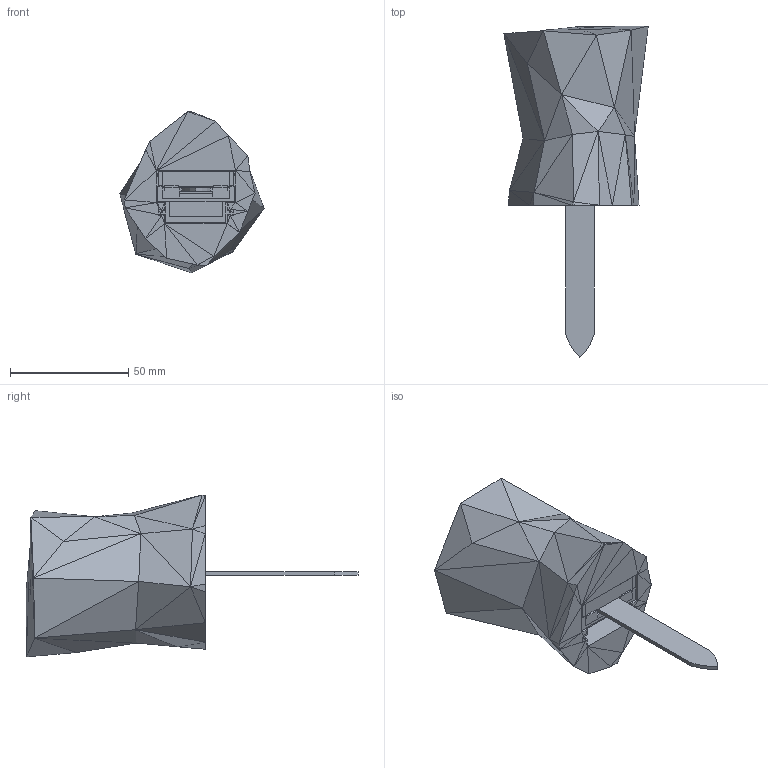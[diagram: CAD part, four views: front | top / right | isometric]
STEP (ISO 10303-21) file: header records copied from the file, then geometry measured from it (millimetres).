
FILE_DESCRIPTION(('FreeCAD Model'),'2;1');
FILE_NAME('Open CASCADE Shape Model','2023-08-13T19:50:36',('Author'),( ''),'Open CASCADE STEP processor 7.6','FreeCAD','Unknown');
FILE_SCHEMA(('AUTOMOTIVE_DESIGN { 1 0 10303 214 1 1 1 1 }'));
Length unit declared in the file: millimetre
Products named in the file (7): ESPlant_Case2; CaseTop; CaseBottomCutout; AAA Battery001; AAA Battery; Board; ESPlant_Case2_CaseOver001
Assembly tree (6 placements, depth 2):
  ESPlant_Case2
    CaseTop
    CaseBottomCutout
    AAA Battery001
    AAA Battery
    Board
    ESPlant_Case2_CaseOver001
Bounding box: 60.99 x 140.31 x 68.36 mm (x, y, z)
Volume: 30869.1 mm3; surface area: 78950.7 mm2
Topology: 5 solids, 365 shells, 1182 faces, 3189 edges, 2423 vertices
Faces by surface type: plane 922, bspline 118, cylinder 110, torus 28, cone 4
Full cylindrical faces by diameter (mm): 1.6 x3, 2 x3
Entity records: 51450 total; most frequent: CARTESIAN_POINT 16926, ORIENTED_EDGE 5298, DIRECTION 5239, EDGE_CURVE 3187, LINE 2449, VECTOR 2449, VERTEX_POINT 2422, AXIS2_PLACEMENT_3D 1395
